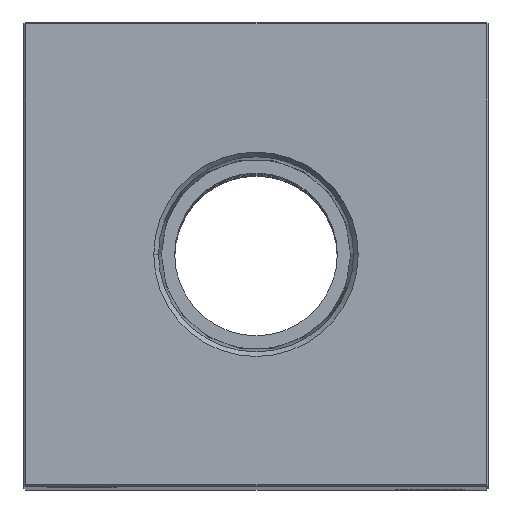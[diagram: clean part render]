
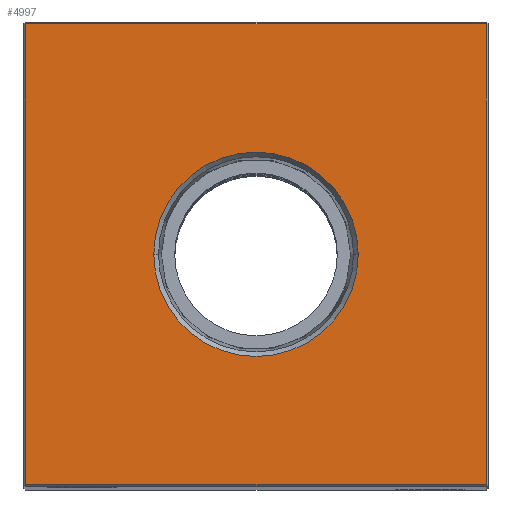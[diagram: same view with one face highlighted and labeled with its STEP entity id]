
A CAD part, top view. The second image highlights one B-rep face of the part: STEP entity #4997.
In plain terms, the highlighted planar face has unit normal (0, 0, 1).
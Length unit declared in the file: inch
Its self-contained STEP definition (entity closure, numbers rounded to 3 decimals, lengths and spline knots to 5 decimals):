
#194 = CARTESIAN_POINT ( 'NONE',  ( -0.5499, 0., 10.5 ) ) ;
#1424 = CARTESIAN_POINT ( 'NONE',  ( 1.24, 1.24, 10.5 ) ) ;
#1571 = DIRECTION ( 'NONE',  ( 1., 0., 0. ) ) ;
#1687 = FACE_OUTER_BOUND ( 'NONE', #7757, .T. ) ;
#2134 = CARTESIAN_POINT ( 'NONE',  ( 1.24, 0., 10.5 ) ) ;
#2414 = DIRECTION ( 'NONE',  ( 1., 0., 0. ) ) ;
#3322 = LINE ( 'NONE', #23401, #7582 ) ;
#4096 = AXIS2_PLACEMENT_3D ( 'NONE', #11671, #17822, #25697 ) ;
#4407 = AXIS2_PLACEMENT_3D ( 'NONE', #8331, #16312, #2414 ) ;
#4633 = EDGE_CURVE ( 'NONE', #14565, #8866, #16259, .T. ) ;
#4997 = ADVANCED_FACE ( 'NONE', ( #1687, #15727 ), #17688, .F. ) ;
#5472 = ORIENTED_EDGE ( 'NONE', *, *, #8316, .F. ) ;
#5554 = DIRECTION ( 'NONE',  ( 1., 0., 0. ) ) ;
#5578 = VERTEX_POINT ( 'NONE', #15619 ) ;
#6131 = EDGE_CURVE ( 'NONE', #5578, #14565, #14722, .T. ) ;
#6413 = CARTESIAN_POINT ( 'NONE',  ( -1.24, 1.24, 10.5 ) ) ;
#6467 = VERTEX_POINT ( 'NONE', #194 ) ;
#7582 = VECTOR ( 'NONE', #5554, 39.37008 ) ;
#7683 = ORIENTED_EDGE ( 'NONE', *, *, #15722, .F. ) ;
#7757 = EDGE_LOOP ( 'NONE', ( #19600, #19353, #17256, #20863 ) ) ;
#8316 = EDGE_CURVE ( 'NONE', #20339, #6467, #12781, .T. ) ;
#8331 = CARTESIAN_POINT ( 'NONE',  ( 0., 0., 10.5 ) ) ;
#8802 = CARTESIAN_POINT ( 'NONE',  ( 0.5499, 0., 10.5 ) ) ;
#8866 = VERTEX_POINT ( 'NONE', #6413 ) ;
#11504 = CIRCLE ( 'NONE', #22005, 0.5499 ) ;
#11671 = CARTESIAN_POINT ( 'NONE',  ( 0., 0., 10.5 ) ) ;
#11832 = CARTESIAN_POINT ( 'NONE',  ( 0., 1.24, 10.5 ) ) ;
#12070 = VECTOR ( 'NONE', #12381, 39.37008 ) ;
#12097 = DIRECTION ( 'NONE',  ( -1., 0., 0. ) ) ;
#12381 = DIRECTION ( 'NONE',  ( 0., 1., 0. ) ) ;
#12781 = CIRCLE ( 'NONE', #4407, 0.5499 ) ;
#12798 = LINE ( 'NONE', #24852, #14821 ) ;
#12893 = VECTOR ( 'NONE', #12097, 39.37008 ) ;
#12947 = EDGE_CURVE ( 'NONE', #24362, #5578, #3322, .T. ) ;
#13763 = CARTESIAN_POINT ( 'NONE',  ( -1.24, -1.24, 10.5 ) ) ;
#14565 = VERTEX_POINT ( 'NONE', #1424 ) ;
#14722 = LINE ( 'NONE', #2134, #12070 ) ;
#14821 = VECTOR ( 'NONE', #22889, 39.37008 ) ;
#15284 = EDGE_LOOP ( 'NONE', ( #5472, #7683 ) ) ;
#15619 = CARTESIAN_POINT ( 'NONE',  ( 1.24, -1.24, 10.5 ) ) ;
#15722 = EDGE_CURVE ( 'NONE', #6467, #20339, #11504, .T. ) ;
#15727 = FACE_BOUND ( 'NONE', #15284, .T. ) ;
#16259 = LINE ( 'NONE', #11832, #12893 ) ;
#16312 = DIRECTION ( 'NONE',  ( 0., 0., 1. ) ) ;
#17256 = ORIENTED_EDGE ( 'NONE', *, *, #6131, .T. ) ;
#17688 = PLANE ( 'NONE',  #4096 ) ;
#17822 = DIRECTION ( 'NONE',  ( 0., 0., -1. ) ) ;
#19353 = ORIENTED_EDGE ( 'NONE', *, *, #12947, .T. ) ;
#19546 = CARTESIAN_POINT ( 'NONE',  ( 0., 0., 10.5 ) ) ;
#19600 = ORIENTED_EDGE ( 'NONE', *, *, #19727, .T. ) ;
#19727 = EDGE_CURVE ( 'NONE', #8866, #24362, #12798, .T. ) ;
#20339 = VERTEX_POINT ( 'NONE', #8802 ) ;
#20863 = ORIENTED_EDGE ( 'NONE', *, *, #4633, .T. ) ;
#21651 = DIRECTION ( 'NONE',  ( 0., 0., 1. ) ) ;
#22005 = AXIS2_PLACEMENT_3D ( 'NONE', #19546, #21651, #1571 ) ;
#22889 = DIRECTION ( 'NONE',  ( 0., -1., 0. ) ) ;
#23401 = CARTESIAN_POINT ( 'NONE',  ( 0., -1.24, 10.5 ) ) ;
#24362 = VERTEX_POINT ( 'NONE', #13763 ) ;
#24852 = CARTESIAN_POINT ( 'NONE',  ( -1.24, 0., 10.5 ) ) ;
#25697 = DIRECTION ( 'NONE',  ( -1., 0., 0. ) ) ;
